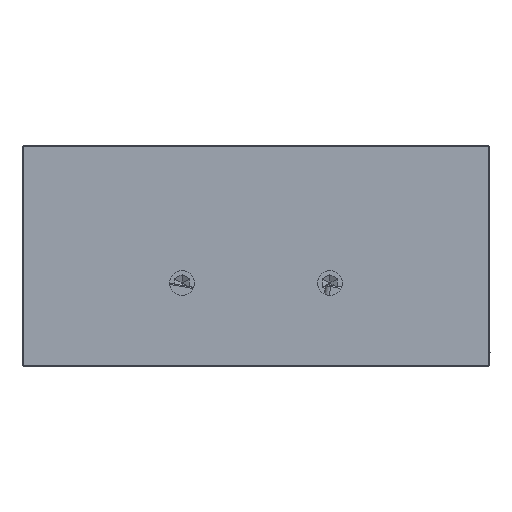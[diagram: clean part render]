
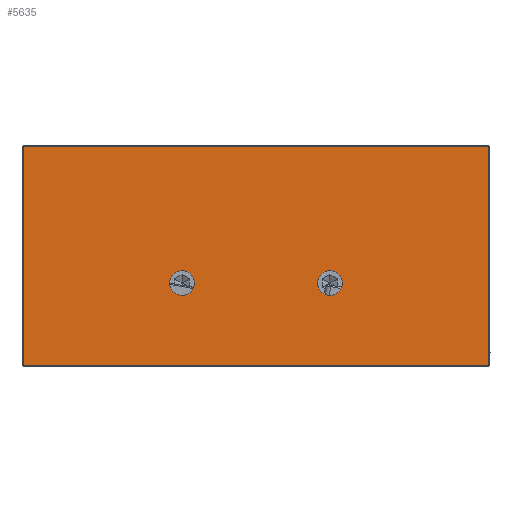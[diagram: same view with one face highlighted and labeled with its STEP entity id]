
A CAD part, front view. The second image highlights one B-rep face of the part: STEP entity #5635.
In plain terms, the highlighted face is planar.
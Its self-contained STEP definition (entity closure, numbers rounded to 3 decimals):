
#174=FACE_BOUND('',#1225,.T.);
#175=FACE_BOUND('',#1226,.T.);
#313=PLANE('',#6376);
#731=FACE_OUTER_BOUND('',#1224,.T.);
#1224=EDGE_LOOP('',(#4814,#4815,#4816,#4817));
#1225=EDGE_LOOP('',(#4818));
#1226=EDGE_LOOP('',(#4819));
#1675=LINE('',#9614,#2109);
#1677=LINE('',#9617,#2111);
#1679=LINE('',#9620,#2113);
#1681=LINE('',#9623,#2115);
#2109=VECTOR('',#7868,10.);
#2111=VECTOR('',#7872,10.);
#2113=VECTOR('',#7876,10.);
#2115=VECTOR('',#7880,10.);
#2422=CIRCLE('',#6312,2.5);
#2425=CIRCLE('',#6317,2.5);
#2818=VERTEX_POINT('',#9519);
#2821=VERTEX_POINT('',#9529);
#2823=VERTEX_POINT('',#9534);
#2826=VERTEX_POINT('',#9541);
#2829=VERTEX_POINT('',#9548);
#2835=VERTEX_POINT('',#9565);
#3453=EDGE_CURVE('',#2818,#2818,#2422,.T.);
#3458=EDGE_CURVE('',#2821,#2821,#2425,.T.);
#3500=EDGE_CURVE('',#2826,#2835,#1675,.T.);
#3502=EDGE_CURVE('',#2835,#2829,#1677,.T.);
#3504=EDGE_CURVE('',#2829,#2823,#1679,.T.);
#3506=EDGE_CURVE('',#2823,#2826,#1681,.T.);
#4814=ORIENTED_EDGE('',*,*,#3500,.T.);
#4815=ORIENTED_EDGE('',*,*,#3502,.T.);
#4816=ORIENTED_EDGE('',*,*,#3504,.T.);
#4817=ORIENTED_EDGE('',*,*,#3506,.T.);
#4818=ORIENTED_EDGE('',*,*,#3453,.F.);
#4819=ORIENTED_EDGE('',*,*,#3458,.F.);
#5635=ADVANCED_FACE('',(#731,#174,#175),#313,.F.);
#6312=AXIS2_PLACEMENT_3D('',#9521,#7779,#7780);
#6317=AXIS2_PLACEMENT_3D('',#9531,#7791,#7792);
#6376=AXIS2_PLACEMENT_3D('',#9695,#7957,#7958);
#7779=DIRECTION('center_axis',(0.,1.,0.));
#7780=DIRECTION('ref_axis',(0.,0.,1.));
#7791=DIRECTION('center_axis',(0.,1.,0.));
#7792=DIRECTION('ref_axis',(0.,0.,1.));
#7868=DIRECTION('',(-1.,0.,0.));
#7872=DIRECTION('',(0.,0.,1.));
#7876=DIRECTION('',(1.,0.,0.));
#7880=DIRECTION('',(0.,0.,-1.));
#7957=DIRECTION('center_axis',(0.,-1.,0.));
#7958=DIRECTION('ref_axis',(0.,0.,-1.));
#9519=CARTESIAN_POINT('',(-15.,5.,3.));
#9521=CARTESIAN_POINT('Origin',(-15.,5.,5.5));
#9529=CARTESIAN_POINT('',(15.,5.,3.));
#9531=CARTESIAN_POINT('Origin',(15.,5.,5.5));
#9534=CARTESIAN_POINT('',(47.25,5.,22.25));
#9541=CARTESIAN_POINT('',(47.25,5.,-22.25));
#9548=CARTESIAN_POINT('',(-47.25,5.,22.25));
#9565=CARTESIAN_POINT('',(-47.25,5.,-22.25));
#9614=CARTESIAN_POINT('',(23.75,5.,-22.25));
#9617=CARTESIAN_POINT('',(-47.25,5.,-11.25));
#9620=CARTESIAN_POINT('',(-23.75,5.,22.25));
#9623=CARTESIAN_POINT('',(47.25,5.,11.25));
#9695=CARTESIAN_POINT('Origin',(0.,5.,0.));
